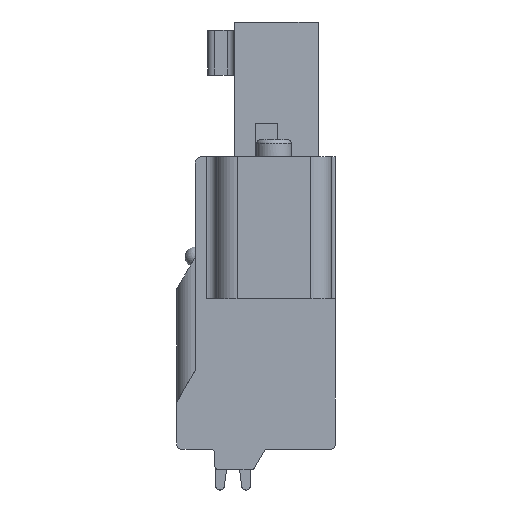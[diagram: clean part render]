
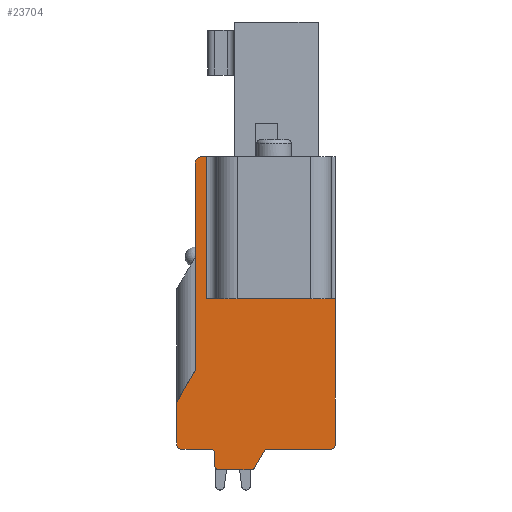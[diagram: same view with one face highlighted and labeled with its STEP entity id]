
A CAD part, front view. The second image highlights one B-rep face of the part: STEP entity #23704.
In plain terms, the highlighted planar face has unit normal (0, -1, 0).
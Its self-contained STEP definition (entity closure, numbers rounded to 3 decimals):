
#94=DIRECTION('',(-1.,0.,0.));
#95=VECTOR('',#94,0.25);
#96=CARTESIAN_POINT('',(-6.3,-11.43,0.));
#97=LINE('',#96,#95);
#2725=DIRECTION('',(0.,0.,-1.));
#2726=VECTOR('',#2725,10.141);
#2727=CARTESIAN_POINT('',(-6.85,-11.43,
-0.3));
#2728=LINE('',#2727,#2726);
#3006=DIRECTION('',(0.,0.,-1.));
#3007=VECTOR('',#3006,2.1);
#3008=CARTESIAN_POINT('',(-7.75,-11.43,-12.));
#3009=LINE('',#3008,#3007);
#3022=DIRECTION('',(1.,0.,0.));
#3023=VECTOR('',#3022,1.45);
#3024=CARTESIAN_POINT('',(-7.55,-11.43,-14.3));
#3025=LINE('',#3024,#3023);
#3030=DIRECTION('',(1.,0.,0.));
#3031=VECTOR('',#3030,3.107);
#3032=CARTESIAN_POINT('',(-3.307,-11.43,-14.3));
#3033=LINE('',#3032,#3031);
#3476=DIRECTION('',(0.,0.,1.));
#3477=VECTOR('',#3476,7.15);
#3478=CARTESIAN_POINT('',(0.,-11.43,-14.1));
#3479=LINE('',#3478,#3477);
#3954=DIRECTION('',(1.,0.,0.));
#3955=VECTOR('',#3954,6.3);
#3956=CARTESIAN_POINT('',(-6.3,-11.43,-6.95));
#3957=LINE('',#3956,#3955);
#3958=CARTESIAN_POINT('',(-0.2,-11.43,-14.1));
#3959=DIRECTION('',(0.,1.,0.));
#3960=DIRECTION('',(1.,0.,0.));
#3961=AXIS2_PLACEMENT_3D('',#3958,#3959,#3960);
#3963=CARTESIAN_POINT('',(-3.307,-11.43,-14.5));
#3964=DIRECTION('',(0.,-1.,0.));
#3965=DIRECTION('',(0.,0.,1.));
#3966=AXIS2_PLACEMENT_3D('',#3963,#3964,#3965);
#3968=DIRECTION('',(-0.5,0.,-0.866));
#3969=VECTOR('',#3968,0.924);
#3970=CARTESIAN_POINT('',(-3.48,-11.43,
-14.4));
#3971=LINE('',#3970,#3969);
#3972=CARTESIAN_POINT('',(-4.115,-11.43,-15.1));
#3973=DIRECTION('',(0.,1.,0.));
#3974=DIRECTION('',(0.866,0.,-0.5));
#3975=AXIS2_PLACEMENT_3D('',#3972,#3973,#3974);
#3977=CARTESIAN_POINT('',(-5.7,-11.43,-15.1));
#3978=DIRECTION('',(0.,1.,0.));
#3979=DIRECTION('',(0.,0.,-1.));
#3980=AXIS2_PLACEMENT_3D('',#3977,#3978,#3979);
#3982=CARTESIAN_POINT('',(-6.1,-11.43,-14.5));
#3983=DIRECTION('',(0.,-1.,0.));
#3984=DIRECTION('',(1.,0.,0.));
#3985=AXIS2_PLACEMENT_3D('',#3982,#3983,#3984);
#3987=CARTESIAN_POINT('',(-7.55,-11.43,-14.1));
#3988=DIRECTION('',(0.,1.,0.));
#3989=DIRECTION('',(0.,0.,-1.));
#3990=AXIS2_PLACEMENT_3D('',#3987,#3988,#3989);
#3992=DIRECTION('',(0.5,0.,0.866));
#3993=VECTOR('',#3992,1.8);
#3994=CARTESIAN_POINT('',(-7.75,-11.43,-12.));
#3995=LINE('',#3994,#3993);
#3996=CARTESIAN_POINT('',(-6.55,-11.43,-0.3));
#3997=DIRECTION('',(0.,1.,0.));
#3998=DIRECTION('',(-1.,0.,0.));
#3999=AXIS2_PLACEMENT_3D('',#3996,#3997,#3998);
#4005=DIRECTION('',(0.,0.,1.));
#4006=VECTOR('',#4005,6.95);
#4007=CARTESIAN_POINT('',(-6.3,-11.43,-6.95));
#4008=LINE('',#4007,#4006);
#4291=DIRECTION('',(0.,0.,-1.));
#4292=VECTOR('',#4291,0.6);
#4293=CARTESIAN_POINT('',(-5.9,-11.43,-14.5));
#4294=LINE('',#4293,#4292);
#4303=DIRECTION('',(1.,0.,0.));
#4304=VECTOR('',#4303,1.585);
#4305=CARTESIAN_POINT('',(-5.7,-11.43,-15.3));
#4306=LINE('',#4305,#4304);
#14653=CARTESIAN_POINT('',(-6.3,-11.43,0.));
#14654=VERTEX_POINT('',#14653);
#14655=CARTESIAN_POINT('',(-6.55,-11.43,0.));
#14656=VERTEX_POINT('',#14655);
#14753=CARTESIAN_POINT('',(0.,-11.43,-14.1));
#14754=CARTESIAN_POINT('',(0.,-11.43,-6.95));
#14755=VERTEX_POINT('',#14753);
#14756=VERTEX_POINT('',#14754);
#14757=CARTESIAN_POINT('',(-0.2,-11.43,-14.3));
#14758=VERTEX_POINT('',#14757);
#14759=CARTESIAN_POINT('',(-7.55,-11.43,-14.3));
#14760=CARTESIAN_POINT('',(-6.1,-11.43,-14.3));
#14761=VERTEX_POINT('',#14759);
#14762=VERTEX_POINT('',#14760);
#14767=CARTESIAN_POINT('',(-3.307,-11.43,-14.3));
#14768=VERTEX_POINT('',#14767);
#15348=CARTESIAN_POINT('',(-7.75,-11.43,-14.1));
#15349=VERTEX_POINT('',#15348);
#15360=CARTESIAN_POINT('',(-7.75,-11.43,-12.));
#15361=VERTEX_POINT('',#15360);
#15400=CARTESIAN_POINT('',(-6.85,-11.43,
-0.3));
#15401=VERTEX_POINT('',#15400);
#15402=CARTESIAN_POINT('',(-6.85,-11.43,
-10.441));
#15403=VERTEX_POINT('',#15402);
#15720=CARTESIAN_POINT('',(-6.3,-11.43,-6.95));
#15721=VERTEX_POINT('',#15720);
#15722=CARTESIAN_POINT('',(-3.48,-11.43,
-14.4));
#15723=VERTEX_POINT('',#15722);
#15724=CARTESIAN_POINT('',(-3.942,-11.43,
-15.2));
#15725=VERTEX_POINT('',#15724);
#15726=CARTESIAN_POINT('',(-4.115,-11.43,-15.3));
#15727=VERTEX_POINT('',#15726);
#15728=CARTESIAN_POINT('',(-5.7,-11.43,-15.3));
#15729=VERTEX_POINT('',#15728);
#15730=CARTESIAN_POINT('',(-5.9,-11.43,-15.1));
#15731=VERTEX_POINT('',#15730);
#15732=CARTESIAN_POINT('',(-5.9,-11.43,-14.5));
#15733=VERTEX_POINT('',#15732);
#23667=CARTESIAN_POINT('',(0.,-11.43,0.));
#23668=DIRECTION('',(0.,1.,0.));
#23669=DIRECTION('',(1.,0.,0.));
#23670=AXIS2_PLACEMENT_3D('',#23667,#23668,#23669);
#23671=PLANE('',#23670);
#23673=ORIENTED_EDGE('',*,*,#23672,.F.);
#23675=ORIENTED_EDGE('',*,*,#23674,.T.);
#23676=ORIENTED_EDGE('',*,*,#23071,.F.);
#23677=ORIENTED_EDGE('',*,*,#23055,.T.);
#23678=ORIENTED_EDGE('',*,*,#22608,.F.);
#23680=ORIENTED_EDGE('',*,*,#23679,.T.);
#23682=ORIENTED_EDGE('',*,*,#23681,.T.);
#23684=ORIENTED_EDGE('',*,*,#23683,.T.);
#23686=ORIENTED_EDGE('',*,*,#23685,.F.);
#23688=ORIENTED_EDGE('',*,*,#23687,.T.);
#23690=ORIENTED_EDGE('',*,*,#23689,.F.);
#23692=ORIENTED_EDGE('',*,*,#23691,.T.);
#23693=ORIENTED_EDGE('',*,*,#22600,.F.);
#23694=ORIENTED_EDGE('',*,*,#22577,.T.);
#23695=ORIENTED_EDGE('',*,*,#22562,.F.);
#23697=ORIENTED_EDGE('',*,*,#23696,.T.);
#23698=ORIENTED_EDGE('',*,*,#22172,.F.);
#23700=ORIENTED_EDGE('',*,*,#23699,.T.);
#23701=ORIENTED_EDGE('',*,*,#18909,.F.);
#23702=EDGE_LOOP('',(#23673,#23675,#23676,#23677,#23678,#23680,#23682,#23684,
#23686,#23688,#23690,#23692,#23693,#23694,#23695,#23697,#23698,#23700,#23701));
#23703=FACE_OUTER_BOUND('',#23702,.F.);
#3962=CIRCLE('',#3961,0.2);
#3967=CIRCLE('',#3966,0.2);
#3976=CIRCLE('',#3975,0.2);
#3981=CIRCLE('',#3980,0.2);
#3986=CIRCLE('',#3985,0.2);
#3991=CIRCLE('',#3990,0.2);
#4000=CIRCLE('',#3999,0.3);
#18909=EDGE_CURVE('',#14654,#14656,#97,.T.);
#22172=EDGE_CURVE('',#15401,#15403,#2728,.T.);
#22562=EDGE_CURVE('',#15361,#15349,#3009,.T.);
#22577=EDGE_CURVE('',#14761,#15349,#3991,.T.);
#22600=EDGE_CURVE('',#14761,#14762,#3025,.T.);
#22608=EDGE_CURVE('',#14768,#14758,#3033,.T.);
#23055=EDGE_CURVE('',#14755,#14758,#3962,.T.);
#23071=EDGE_CURVE('',#14755,#14756,#3479,.T.);
#23672=EDGE_CURVE('',#15721,#14654,#4008,.T.);
#23674=EDGE_CURVE('',#15721,#14756,#3957,.T.);
#23679=EDGE_CURVE('',#14768,#15723,#3967,.T.);
#23681=EDGE_CURVE('',#15723,#15725,#3971,.T.);
#23683=EDGE_CURVE('',#15725,#15727,#3976,.T.);
#23685=EDGE_CURVE('',#15729,#15727,#4306,.T.);
#23687=EDGE_CURVE('',#15729,#15731,#3981,.T.);
#23689=EDGE_CURVE('',#15733,#15731,#4294,.T.);
#23691=EDGE_CURVE('',#15733,#14762,#3986,.T.);
#23696=EDGE_CURVE('',#15361,#15403,#3995,.T.);
#23699=EDGE_CURVE('',#15401,#14656,#4000,.T.);
#23704=ADVANCED_FACE('',(#23703),#23671,.F.);
